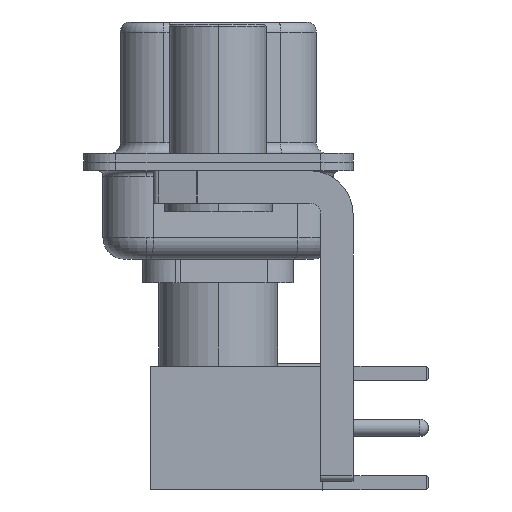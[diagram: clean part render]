
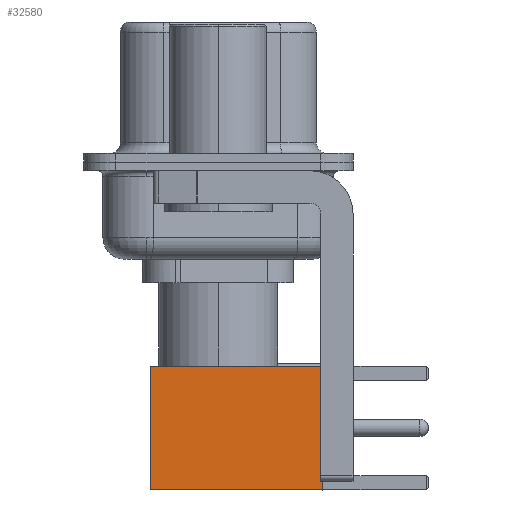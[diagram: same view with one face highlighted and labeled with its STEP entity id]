
A CAD part, left-side view. The second image highlights one B-rep face of the part: STEP entity #32580.
In plain terms, the highlighted face is planar.
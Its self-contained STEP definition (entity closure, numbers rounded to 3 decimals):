
#581 = DIRECTION ( 'NONE',  ( 0., 1., 0. ) ) ;
#1027 = ORIENTED_EDGE ( 'NONE', *, *, #24094, .F. ) ;
#2531 = CARTESIAN_POINT ( 'NONE',  ( 0., 2.875, 0. ) ) ;
#2864 = ORIENTED_EDGE ( 'NONE', *, *, #8637, .F. ) ;
#2904 = VECTOR ( 'NONE', #13168, 1000. ) ;
#5466 = CARTESIAN_POINT ( 'NONE',  ( 2.875, 2.875, 0. ) ) ;
#5644 = FACE_OUTER_BOUND ( 'NONE', #13545, .T. ) ;
#5740 = CARTESIAN_POINT ( 'NONE',  ( 0., 2.875, 8. ) ) ;
#5771 = ORIENTED_EDGE ( 'NONE', *, *, #29423, .T. ) ;
#5831 = VERTEX_POINT ( 'NONE', #25794 ) ;
#5914 = VERTEX_POINT ( 'NONE', #31208 ) ;
#8637 = EDGE_CURVE ( 'NONE', #18008, #5831, #10309, .T. ) ;
#9333 = LINE ( 'NONE', #19431, #19985 ) ;
#10039 = LINE ( 'NONE', #23010, #31747 ) ;
#10309 = LINE ( 'NONE', #5740, #2904 ) ;
#10469 = LINE ( 'NONE', #2531, #20061 ) ;
#12065 = DIRECTION ( 'NONE',  ( 0., 0., -1. ) ) ;
#13168 = DIRECTION ( 'NONE',  ( -1., 0., 0. ) ) ;
#13545 = EDGE_LOOP ( 'NONE', ( #14711, #5771, #1027, #2864 ) ) ;
#14711 = ORIENTED_EDGE ( 'NONE', *, *, #20741, .T. ) ;
#16127 = AXIS2_PLACEMENT_3D ( 'NONE', #5466, #581, #20983 ) ;
#16920 = DIRECTION ( 'NONE',  ( 0., 0., -1. ) ) ;
#17387 = CARTESIAN_POINT ( 'NONE',  ( 2.875, 2.875, 8. ) ) ;
#18008 = VERTEX_POINT ( 'NONE', #17387 ) ;
#19431 = CARTESIAN_POINT ( 'NONE',  ( -2.875, 2.875, 0. ) ) ;
#19985 = VECTOR ( 'NONE', #16920, 1000. ) ;
#20061 = VECTOR ( 'NONE', #25817, 1000. ) ;
#20741 = EDGE_CURVE ( 'NONE', #18008, #33166, #10039, .T. ) ;
#20983 = DIRECTION ( 'NONE',  ( 0., 0., 1. ) ) ;
#23010 = CARTESIAN_POINT ( 'NONE',  ( 2.875, 2.875, 0. ) ) ;
#23187 = PLANE ( 'NONE',  #16127 ) ;
#24094 = EDGE_CURVE ( 'NONE', #5831, #5914, #9333, .T. ) ;
#24327 = CARTESIAN_POINT ( 'NONE',  ( 2.875, 2.875, 0. ) ) ;
#25794 = CARTESIAN_POINT ( 'NONE',  ( -2.875, 2.875, 8. ) ) ;
#25817 = DIRECTION ( 'NONE',  ( -1., 0., 0. ) ) ;
#29423 = EDGE_CURVE ( 'NONE', #33166, #5914, #10469, .T. ) ;
#31208 = CARTESIAN_POINT ( 'NONE',  ( -2.875, 2.875, 0. ) ) ;
#31747 = VECTOR ( 'NONE', #12065, 1000. ) ;
#32580 = ADVANCED_FACE ( 'NONE', ( #5644 ), #23187, .T. ) ;
#33166 = VERTEX_POINT ( 'NONE', #24327 ) ;
